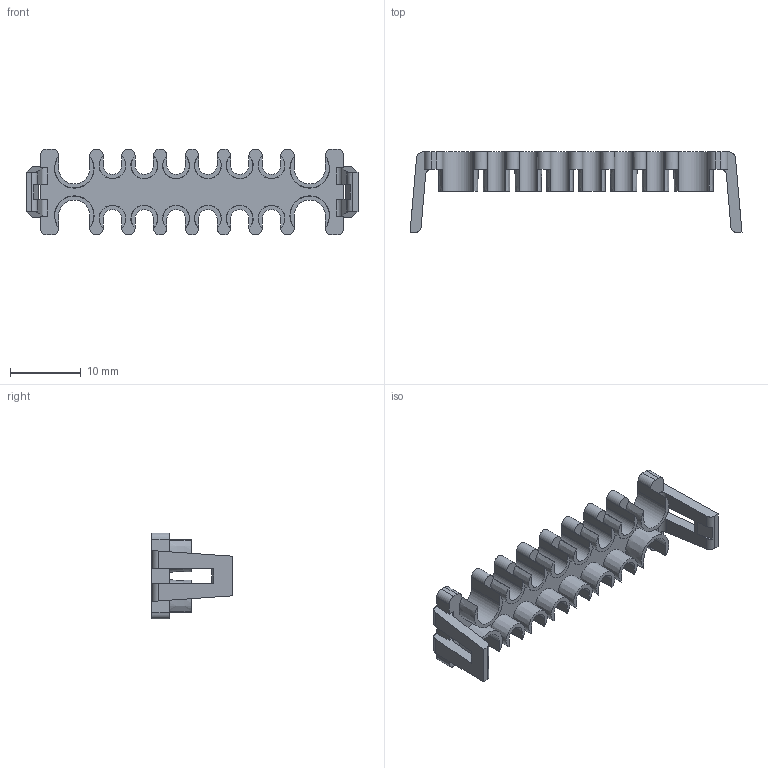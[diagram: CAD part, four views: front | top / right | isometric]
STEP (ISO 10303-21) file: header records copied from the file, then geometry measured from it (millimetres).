
FILE_DESCRIPTION(/* description */ (''),/* implementation_level */ '2;1');
FILE_NAME(/* name */ '15326059-ENV10_02-LOCK.stp',/* time_stamp */ '2024-01-25T11:33:06+08:00',/* author */ (''),/* organization */ (''),/* preprocessor_version */ 'ST-DEVELOPER v16',/* originating_system */ 'SIEMENS PLM Software NX 11.0',/* authorisation */ '');
FILE_SCHEMA (('AUTOMOTIVE_DESIGN { 1 0 10303 214 3 1 1 1 }'));
Length unit declared in the file: millimetre
Products named in the file (1): 15326059-ENV10_02-LOCK
Bounding box: 46.97 x 11.4 x 12.15 mm (x, y, z)
Volume: 1206.3 mm3; surface area: 2337.4 mm2
Topology: 1 solids, 1 shells, 146 faces, 446 edges, 298 vertices
Faces by surface type: plane 82, cylinder 48, cone 16
Entity records: 5114 total; most frequent: CARTESIAN_POINT 1065, ORIENTED_EDGE 892, DIRECTION 818, EDGE_CURVE 446, VERTEX_POINT 298, AXIS2_PLACEMENT_3D 281, LINE 256, VECTOR 256
